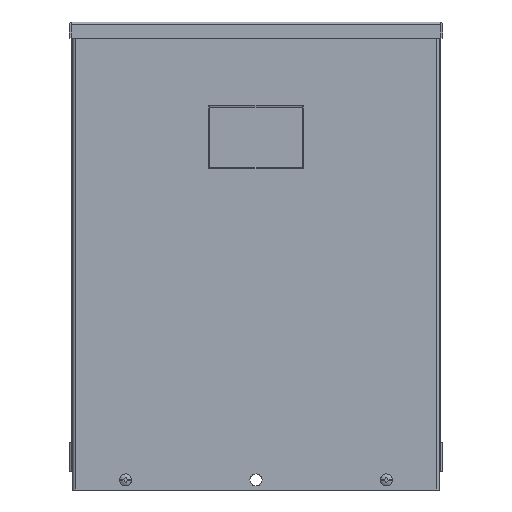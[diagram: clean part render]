
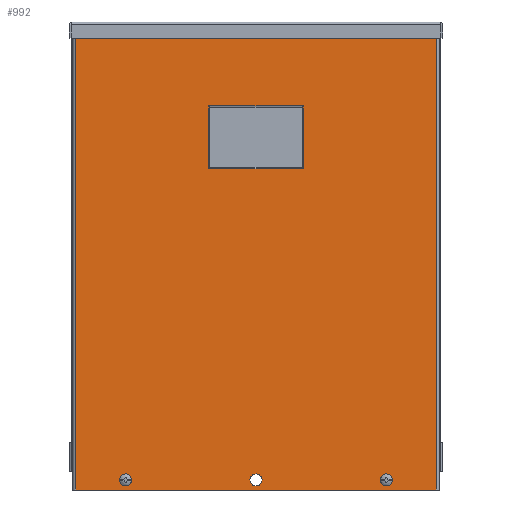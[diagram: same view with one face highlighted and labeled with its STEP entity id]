
A CAD part, front view. The second image highlights one B-rep face of the part: STEP entity #992.
In plain terms, the highlighted planar face has unit normal (0, -1, 0).
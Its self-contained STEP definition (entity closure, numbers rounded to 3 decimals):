
#992 = ADVANCED_FACE( '', ( #2088, #2089, #2090, #2091, #2092 ), #2093, .T. );
#2088 = FACE_BOUND( '', #3373, .T. );
#2089 = FACE_BOUND( '', #3374, .T. );
#2090 = FACE_BOUND( '', #3375, .T. );
#2091 = FACE_BOUND( '', #3376, .T. );
#2092 = FACE_OUTER_BOUND( '', #3377, .T. );
#2093 = PLANE( '', #3378 );
#3373 = EDGE_LOOP( '', ( #5988, #5989, #5990, #5991 ) );
#3374 = EDGE_LOOP( '', ( #5992 ) );
#3375 = EDGE_LOOP( '', ( #5993 ) );
#3376 = EDGE_LOOP( '', ( #5994 ) );
#3377 = EDGE_LOOP( '', ( #5995, #5996, #5997, #5998 ) );
#3378 = AXIS2_PLACEMENT_3D( '', #5999, #6000, #6001 );
#5988 = ORIENTED_EDGE( '', *, *, #6809, .T. );
#5989 = ORIENTED_EDGE( '', *, *, #6920, .T. );
#5990 = ORIENTED_EDGE( '', *, *, #7246, .T. );
#5991 = ORIENTED_EDGE( '', *, *, #7058, .T. );
#5992 = ORIENTED_EDGE( '', *, *, #7068, .T. );
#5993 = ORIENTED_EDGE( '', *, *, #7181, .T. );
#5994 = ORIENTED_EDGE( '', *, *, #7210, .T. );
#5995 = ORIENTED_EDGE( '', *, *, #6539, .T. );
#5996 = ORIENTED_EDGE( '', *, *, #7316, .T. );
#5997 = ORIENTED_EDGE( '', *, *, #7276, .T. );
#5998 = ORIENTED_EDGE( '', *, *, #7307, .T. );
#5999 = CARTESIAN_POINT( '', ( -145.256, -1.524, -184.214 ) );
#6000 = DIRECTION( '', ( 0., -1., 0. ) );
#6001 = DIRECTION( '', ( 0., 0., -1. ) );
#6539 = EDGE_CURVE( '', #7793, #7791, #7794, .T. );
#6809 = EDGE_CURVE( '', #8216, #8221, #8223, .F. );
#6920 = EDGE_CURVE( '', #8221, #8384, #8386, .F. );
#7058 = EDGE_CURVE( '', #8582, #8216, #8583, .F. );
#7068 = EDGE_CURVE( '', #8596, #8596, #8597, .F. );
#7181 = EDGE_CURVE( '', #8737, #8737, #8738, .F. );
#7210 = EDGE_CURVE( '', #8770, #8770, #8771, .F. );
#7246 = EDGE_CURVE( '', #8384, #8582, #8813, .F. );
#7276 = EDGE_CURVE( '', #8850, #8848, #8851, .T. );
#7307 = EDGE_CURVE( '', #8848, #7793, #8885, .T. );
#7316 = EDGE_CURVE( '', #7791, #8850, #8894, .T. );
#7791 = VERTEX_POINT( '', #9577 );
#7793 = VERTEX_POINT( '', #9579 );
#7794 = LINE( '', #9580, #9581 );
#8216 = VERTEX_POINT( '', #10192 );
#8221 = VERTEX_POINT( '', #10198 );
#8223 = LINE( '', #10200, #10201 );
#8384 = VERTEX_POINT( '', #10443 );
#8386 = LINE( '', #10445, #10446 );
#8582 = VERTEX_POINT( '', #10709 );
#8583 = LINE( '', #10710, #10711 );
#8596 = VERTEX_POINT( '', #10727 );
#8597 = CIRCLE( '', #10728, 3.569 );
#8737 = VERTEX_POINT( '', #10962 );
#8738 = CIRCLE( '', #10963, 3.569 );
#8770 = VERTEX_POINT( '', #11011 );
#8771 = CIRCLE( '', #11012, 4.763 );
#8813 = LINE( '', #11072, #11073 );
#8848 = VERTEX_POINT( '', #11117 );
#8850 = VERTEX_POINT( '', #11119 );
#8851 = LINE( '', #11120, #11121 );
#8885 = LINE( '', #11203, #11204 );
#8894 = LINE( '', #11214, #11215 );
#9577 = CARTESIAN_POINT( '', ( -142.919, -1.524, 184.214 ) );
#9579 = CARTESIAN_POINT( '', ( 142.919, -1.524, 184.214 ) );
#9580 = CARTESIAN_POINT( '', ( 145.256, -1.524, 184.214 ) );
#9581 = VECTOR( '', #11592, 1000. );
#10192 = CARTESIAN_POINT( '', ( -37.507, -1.524, 119.994 ) );
#10198 = CARTESIAN_POINT( '', ( 37.507, -1.524, 119.994 ) );
#10200 = CARTESIAN_POINT( '', ( 36.576, -1.524, 119.994 ) );
#10201 = VECTOR( '', #11900, 1000. );
#10443 = CARTESIAN_POINT( '', ( 37.507, -1.524, 70.379 ) );
#10445 = CARTESIAN_POINT( '', ( 37.507, -1.524, 71.311 ) );
#10446 = VECTOR( '', #12039, 1000. );
#10709 = CARTESIAN_POINT( '', ( -37.507, -1.524, 70.379 ) );
#10710 = CARTESIAN_POINT( '', ( -37.507, -1.524, 119.063 ) );
#10711 = VECTOR( '', #12212, 1000. );
#10727 = CARTESIAN_POINT( '', ( -103.251, -1.524, -179.845 ) );
#10728 = AXIS2_PLACEMENT_3D( '', #12222, #12223, #12224 );
#10962 = CARTESIAN_POINT( '', ( 103.251, -1.524, -179.845 ) );
#10963 = AXIS2_PLACEMENT_3D( '', #12325, #12326, #12327 );
#11011 = CARTESIAN_POINT( '', ( 0., -1.524, -181.039 ) );
#11012 = AXIS2_PLACEMENT_3D( '', #12347, #12348, #12349 );
#11072 = CARTESIAN_POINT( '', ( -36.576, -1.524, 70.379 ) );
#11073 = VECTOR( '', #12392, 1000. );
#11117 = CARTESIAN_POINT( '', ( 142.919, -1.524, -184.214 ) );
#11119 = CARTESIAN_POINT( '', ( -142.919, -1.524, -184.214 ) );
#11120 = CARTESIAN_POINT( '', ( -145.256, -1.524, -184.214 ) );
#11121 = VECTOR( '', #12420, 1000. );
#11203 = CARTESIAN_POINT( '', ( 142.919, -1.524, -184.214 ) );
#11204 = VECTOR( '', #12441, 1000. );
#11214 = CARTESIAN_POINT( '', ( -142.919, -1.524, 184.214 ) );
#11215 = VECTOR( '', #12443, 1000. );
#11592 = DIRECTION( '', ( -1., 0., 0. ) );
#11900 = DIRECTION( '', ( -1., 0., 0. ) );
#12039 = DIRECTION( '', ( 0., 0., 1. ) );
#12212 = DIRECTION( '', ( 0., 0., -1. ) );
#12222 = CARTESIAN_POINT( '', ( -103.251, -1.524, -176.276 ) );
#12223 = DIRECTION( '', ( 0., -1., 0. ) );
#12224 = DIRECTION( '', ( 0., 0., -1. ) );
#12325 = CARTESIAN_POINT( '', ( 103.251, -1.524, -176.276 ) );
#12326 = DIRECTION( '', ( 0., -1., 0. ) );
#12327 = DIRECTION( '', ( 0., 0., -1. ) );
#12347 = CARTESIAN_POINT( '', ( 0., -1.524, -176.276 ) );
#12348 = DIRECTION( '', ( 0., -1., 0. ) );
#12349 = DIRECTION( '', ( 0., 0., -1. ) );
#12392 = DIRECTION( '', ( 1., 0., 0. ) );
#12420 = DIRECTION( '', ( 1., 0., 0. ) );
#12441 = DIRECTION( '', ( 0., 0., 1. ) );
#12443 = DIRECTION( '', ( 0., 0., -1. ) );
